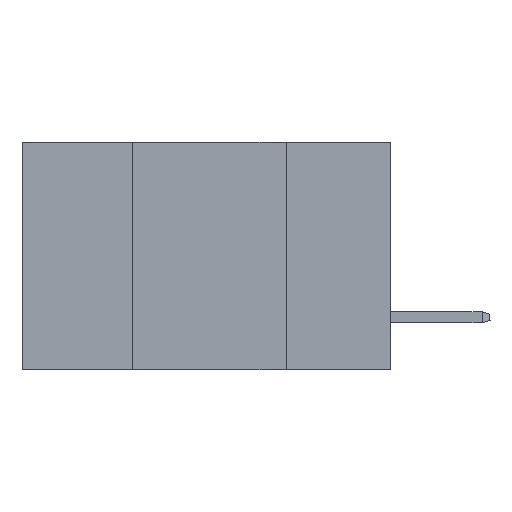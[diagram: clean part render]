
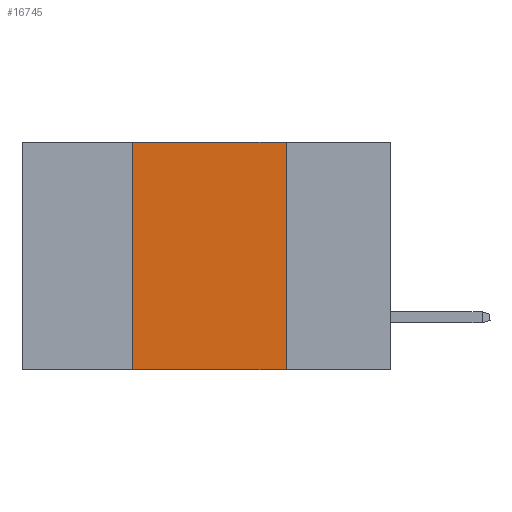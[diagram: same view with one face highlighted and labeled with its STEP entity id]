
A CAD part, left-side view. The second image highlights one B-rep face of the part: STEP entity #16745.
In plain terms, the highlighted planar face has unit normal (-1, 0, 0).
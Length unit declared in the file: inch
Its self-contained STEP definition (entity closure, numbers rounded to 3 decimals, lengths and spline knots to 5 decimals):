
#2068 = CARTESIAN_POINT ( 'NONE',  ( 0., 0.6, -0.37 ) ) ;
#2072 = FACE_OUTER_BOUND ( 'NONE', #5814, .T. ) ;
#2104 = DIRECTION ( 'NONE',  ( 0., 0., 1. ) ) ;
#3215 = DIRECTION ( 'NONE',  ( 0., 0., -1. ) ) ;
#4723 = VERTEX_POINT ( 'NONE', #20612 ) ;
#5814 = EDGE_LOOP ( 'NONE', ( #15269, #7832, #20288, #8798 ) ) ;
#6346 = VECTOR ( 'NONE', #14310, 39.37008 ) ;
#7094 = LINE ( 'NONE', #16431, #19147 ) ;
#7298 = EDGE_CURVE ( 'NONE', #4723, #15157, #17386, .T. ) ;
#7299 = CARTESIAN_POINT ( 'NONE',  ( 0., 0.42, -0.37 ) ) ;
#7832 = ORIENTED_EDGE ( 'NONE', *, *, #17404, .F. ) ;
#8340 = VERTEX_POINT ( 'NONE', #7299 ) ;
#8798 = ORIENTED_EDGE ( 'NONE', *, *, #10673, .T. ) ;
#9525 = VECTOR ( 'NONE', #11689, 39.37008 ) ;
#10113 = CARTESIAN_POINT ( 'NONE',  ( 0., 0.42, 0. ) ) ;
#10673 = EDGE_CURVE ( 'NONE', #8340, #15157, #13249, .T. ) ;
#10886 = PLANE ( 'NONE',  #16491 ) ;
#11689 = DIRECTION ( 'NONE',  ( 0., -1., 0. ) ) ;
#11836 = CARTESIAN_POINT ( 'NONE',  ( 0., 0.6, 0. ) ) ;
#11883 = CARTESIAN_POINT ( 'NONE',  ( 0., 0.17, -0.37 ) ) ;
#12485 = VECTOR ( 'NONE', #19742, 39.37008 ) ;
#12625 = EDGE_CURVE ( 'NONE', #8340, #16290, #7094, .T. ) ;
#13249 = LINE ( 'NONE', #2068, #12485 ) ;
#14310 = DIRECTION ( 'NONE',  ( 0., 0., -1. ) ) ;
#15157 = VERTEX_POINT ( 'NONE', #11883 ) ;
#15269 = ORIENTED_EDGE ( 'NONE', *, *, #7298, .F. ) ;
#16290 = VERTEX_POINT ( 'NONE', #10113 ) ;
#16431 = CARTESIAN_POINT ( 'NONE',  ( 0., 0.42, 0. ) ) ;
#16491 = AXIS2_PLACEMENT_3D ( 'NONE', #20533, #19285, #3215 ) ;
#16555 = LINE ( 'NONE', #11836, #9525 ) ;
#16745 = ADVANCED_FACE ( 'NONE', ( #2072 ), #10886, .F. ) ;
#17339 = CARTESIAN_POINT ( 'NONE',  ( 0., 0.17, 0. ) ) ;
#17386 = LINE ( 'NONE', #17339, #6346 ) ;
#17404 = EDGE_CURVE ( 'NONE', #16290, #4723, #16555, .T. ) ;
#19147 = VECTOR ( 'NONE', #2104, 39.37008 ) ;
#19285 = DIRECTION ( 'NONE',  ( 1., 0., 0. ) ) ;
#19742 = DIRECTION ( 'NONE',  ( 0., -1., 0. ) ) ;
#20288 = ORIENTED_EDGE ( 'NONE', *, *, #12625, .F. ) ;
#20533 = CARTESIAN_POINT ( 'NONE',  ( 0., 0.6, 0. ) ) ;
#20612 = CARTESIAN_POINT ( 'NONE',  ( 0., 0.17, 0. ) ) ;
